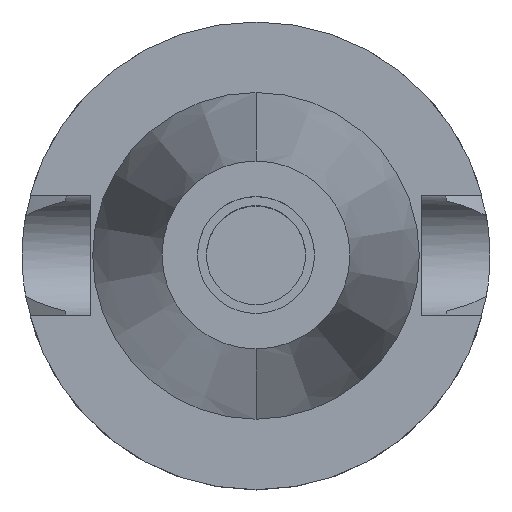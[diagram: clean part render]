
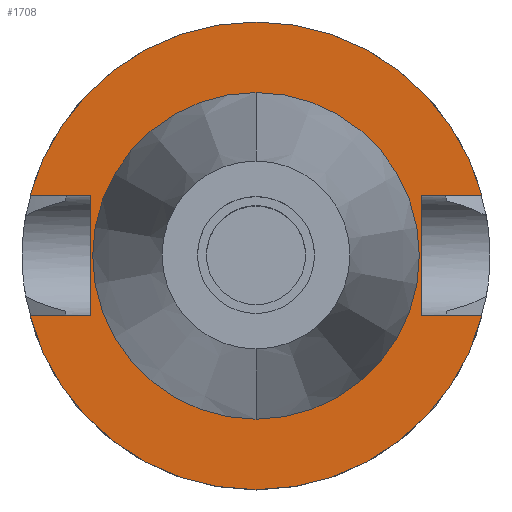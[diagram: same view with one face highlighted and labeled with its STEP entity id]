
A CAD part, top view. The second image highlights one B-rep face of the part: STEP entity #1708.
In plain terms, the highlighted planar face has unit normal (0, 0, 1).
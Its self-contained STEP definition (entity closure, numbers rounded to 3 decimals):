
#170=DIRECTION('',(0.,1.,0.));
#171=VECTOR('',#170,25.7);
#172=CARTESIAN_POINT('',(-35.4,-12.85,-1.5));
#173=LINE('',#172,#171);
#177=DIRECTION('',(-1.,0.,0.));
#178=VECTOR('',#177,12.921);
#179=CARTESIAN_POINT('',(-35.4,12.85,-1.5));
#180=LINE('',#179,#178);
#184=CARTESIAN_POINT('',(0.,0.,-1.5));
#185=DIRECTION('',(0.,0.,-1.));
#186=DIRECTION('',(-0.966,0.257,0.));
#187=AXIS2_PLACEMENT_3D('',#184,#185,#186);
#192=CARTESIAN_POINT('',(0.,0.,-1.5));
#193=DIRECTION('',(0.,0.,-1.));
#194=DIRECTION('',(0.,1.,0.));
#195=AXIS2_PLACEMENT_3D('',#192,#193,#194);
#200=DIRECTION('',(0.,-1.,0.));
#201=VECTOR('',#200,25.7);
#202=CARTESIAN_POINT('',(35.4,12.85,-1.5));
#203=LINE('',#202,#201);
#207=DIRECTION('',(1.,0.,0.));
#208=VECTOR('',#207,12.921);
#209=CARTESIAN_POINT('',(35.4,-12.85,-1.5));
#210=LINE('',#209,#208);
#214=CARTESIAN_POINT('',(0.,0.,-1.5));
#215=DIRECTION('',(0.,0.,-1.));
#216=DIRECTION('',(0.966,-0.257,0.));
#217=AXIS2_PLACEMENT_3D('',#214,#215,#216);
#222=CARTESIAN_POINT('',(0.,0.,-1.5));
#223=DIRECTION('',(0.,0.,-1.));
#224=DIRECTION('',(0.,-1.,0.));
#225=AXIS2_PLACEMENT_3D('',#222,#223,#224);
#230=CARTESIAN_POINT('',(0.,0.,-1.5));
#231=DIRECTION('',(0.,0.,1.));
#232=DIRECTION('',(0.,1.,0.));
#233=AXIS2_PLACEMENT_3D('',#230,#231,#232);
#238=CARTESIAN_POINT('',(0.,0.,-1.5));
#239=DIRECTION('',(0.,0.,1.));
#240=DIRECTION('',(0.,-1.,0.));
#241=AXIS2_PLACEMENT_3D('',#238,#239,#240);
#276=DIRECTION('',(-1.,0.,0.));
#277=VECTOR('',#276,12.921);
#278=CARTESIAN_POINT('',(-35.4,-12.85,-1.5));
#279=LINE('',#278,#277);
#1171=DIRECTION('',(1.,0.,0.));
#1172=VECTOR('',#1171,12.921);
#1173=CARTESIAN_POINT('',(35.4,12.85,-1.5));
#1174=LINE('',#1173,#1172);
#1354=CARTESIAN_POINT('',(0.,34.925,-1.5));
#1355=VERTEX_POINT('',#1354);
#1356=CARTESIAN_POINT('',(0.,-34.925,-1.5));
#1357=VERTEX_POINT('',#1356);
#1358=CARTESIAN_POINT('',(-35.4,-12.85,-1.5));
#1359=CARTESIAN_POINT('',(-35.4,12.85,-1.5));
#1360=VERTEX_POINT('',#1358);
#1361=VERTEX_POINT('',#1359);
#1362=CARTESIAN_POINT('',(-48.321,12.85,-1.5));
#1363=VERTEX_POINT('',#1362);
#1364=CARTESIAN_POINT('',(0.,50.,-1.5));
#1365=CARTESIAN_POINT('',(48.321,12.85,-1.5));
#1366=VERTEX_POINT('',#1364);
#1367=VERTEX_POINT('',#1365);
#1368=CARTESIAN_POINT('',(35.4,12.85,-1.5));
#1369=VERTEX_POINT('',#1368);
#1370=CARTESIAN_POINT('',(35.4,-12.85,-1.5));
#1371=VERTEX_POINT('',#1370);
#1372=CARTESIAN_POINT('',(48.321,-12.85,-1.5));
#1373=VERTEX_POINT('',#1372);
#1374=CARTESIAN_POINT('',(0.,-50.,-1.5));
#1375=CARTESIAN_POINT('',(-48.321,-12.85,-1.5));
#1376=VERTEX_POINT('',#1374);
#1377=VERTEX_POINT('',#1375);
#1677=CARTESIAN_POINT('',(0.,0.,-1.5));
#1678=DIRECTION('',(0.,0.,-1.));
#1679=DIRECTION('',(0.,-1.,0.));
#1680=AXIS2_PLACEMENT_3D('',#1677,#1678,#1679);
#1681=PLANE('',#1680);
#1683=ORIENTED_EDGE('',*,*,#1682,.T.);
#1685=ORIENTED_EDGE('',*,*,#1684,.T.);
#1687=ORIENTED_EDGE('',*,*,#1686,.T.);
#1689=ORIENTED_EDGE('',*,*,#1688,.T.);
#1691=ORIENTED_EDGE('',*,*,#1690,.F.);
#1693=ORIENTED_EDGE('',*,*,#1692,.T.);
#1695=ORIENTED_EDGE('',*,*,#1694,.T.);
#1697=ORIENTED_EDGE('',*,*,#1696,.T.);
#1699=ORIENTED_EDGE('',*,*,#1698,.T.);
#1701=ORIENTED_EDGE('',*,*,#1700,.F.);
#1702=EDGE_LOOP('',(#1683,#1685,#1687,#1689,#1691,#1693,#1695,#1697,#1699,
#1701));
#1703=FACE_OUTER_BOUND('',#1702,.F.);
#1704=ORIENTED_EDGE('',*,*,#1659,.T.);
#1705=ORIENTED_EDGE('',*,*,#1670,.T.);
#1706=EDGE_LOOP('',(#1704,#1705));
#1707=FACE_BOUND('',#1706,.F.);
#188=CIRCLE('',#187,50.);
#196=CIRCLE('',#195,50.);
#218=CIRCLE('',#217,50.);
#226=CIRCLE('',#225,50.);
#234=CIRCLE('',#233,34.925);
#242=CIRCLE('',#241,34.925);
#1659=EDGE_CURVE('',#1355,#1357,#234,.T.);
#1670=EDGE_CURVE('',#1357,#1355,#242,.T.);
#1682=EDGE_CURVE('',#1360,#1361,#173,.T.);
#1684=EDGE_CURVE('',#1361,#1363,#180,.T.);
#1686=EDGE_CURVE('',#1363,#1366,#188,.T.);
#1688=EDGE_CURVE('',#1366,#1367,#196,.T.);
#1690=EDGE_CURVE('',#1369,#1367,#1174,.T.);
#1692=EDGE_CURVE('',#1369,#1371,#203,.T.);
#1694=EDGE_CURVE('',#1371,#1373,#210,.T.);
#1696=EDGE_CURVE('',#1373,#1376,#218,.T.);
#1698=EDGE_CURVE('',#1376,#1377,#226,.T.);
#1700=EDGE_CURVE('',#1360,#1377,#279,.T.);
#1708=ADVANCED_FACE('',(#1703,#1707),#1681,.F.);
